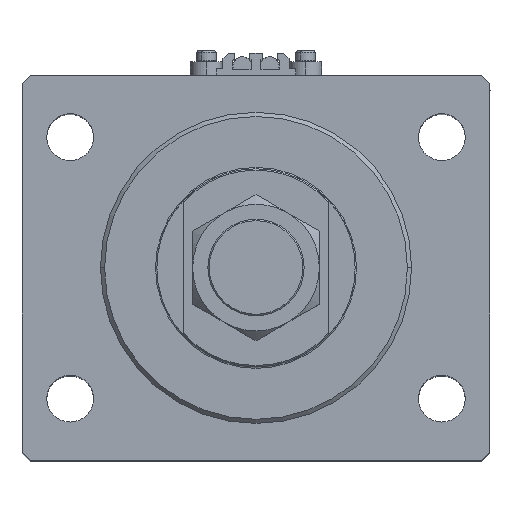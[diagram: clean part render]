
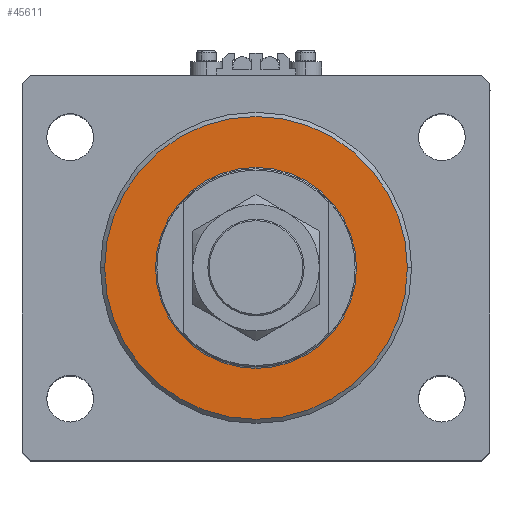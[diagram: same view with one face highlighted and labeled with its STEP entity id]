
A CAD part, top view. The second image highlights one B-rep face of the part: STEP entity #45611.
In plain terms, the highlighted face is planar.
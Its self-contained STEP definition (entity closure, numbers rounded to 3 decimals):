
#1010 = VERTEX_POINT ( 'NONE', #24181 ) ;
#2047 = AXIS2_PLACEMENT_3D ( 'NONE', #19382, #20373, #15586 ) ;
#2742 = EDGE_CURVE ( 'NONE', #41156, #42275, #6900, .T. ) ;
#4069 = CARTESIAN_POINT ( 'NONE',  ( 0., 0., 0. ) ) ;
#5042 = ORIENTED_EDGE ( 'NONE', *, *, #2742, .T. ) ;
#6137 = ORIENTED_EDGE ( 'NONE', *, *, #17004, .T. ) ;
#6808 = DIRECTION ( 'NONE',  ( 0., 0., 1. ) ) ;
#6879 = DIRECTION ( 'NONE',  ( 0., 0., -1. ) ) ;
#6900 = CIRCLE ( 'NONE', #2047, 55. ) ;
#7055 = DIRECTION ( 'NONE',  ( 1., 0., 0. ) ) ;
#7419 = CARTESIAN_POINT ( 'NONE',  ( 36.5, 0., 0. ) ) ;
#8711 = CARTESIAN_POINT ( 'NONE',  ( 0., 0., 0. ) ) ;
#8735 = CIRCLE ( 'NONE', #32886, 36.5 ) ;
#13155 = CIRCLE ( 'NONE', #38955, 55. ) ;
#13848 = VERTEX_POINT ( 'NONE', #7419 ) ;
#14662 = AXIS2_PLACEMENT_3D ( 'NONE', #8711, #23364, #26892 ) ;
#15586 = DIRECTION ( 'NONE',  ( 1., 0., 0. ) ) ;
#17004 = EDGE_CURVE ( 'NONE', #42275, #41156, #13155, .T. ) ;
#19382 = CARTESIAN_POINT ( 'NONE',  ( 0., 0., 0. ) ) ;
#19457 = FACE_OUTER_BOUND ( 'NONE', #27794, .T. ) ;
#20373 = DIRECTION ( 'NONE',  ( 0., 0., -1. ) ) ;
#21757 = CARTESIAN_POINT ( 'NONE',  ( -55., 0., 0. ) ) ;
#23364 = DIRECTION ( 'NONE',  ( 0., 0., 1. ) ) ;
#24181 = CARTESIAN_POINT ( 'NONE',  ( -36.5, 0., 0. ) ) ;
#24400 = AXIS2_PLACEMENT_3D ( 'NONE', #4069, #34836, #42923 ) ;
#26770 = CIRCLE ( 'NONE', #14662, 36.5 ) ;
#26781 = PLANE ( 'NONE',  #24400 ) ;
#26892 = DIRECTION ( 'NONE',  ( 1., 0., 0. ) ) ;
#27794 = EDGE_LOOP ( 'NONE', ( #5042, #6137 ) ) ;
#31047 = FACE_BOUND ( 'NONE', #44236, .T. ) ;
#31396 = EDGE_CURVE ( 'NONE', #13848, #1010, #8735, .T. ) ;
#32618 = CARTESIAN_POINT ( 'NONE',  ( 0., 0., 0. ) ) ;
#32886 = AXIS2_PLACEMENT_3D ( 'NONE', #48955, #6808, #7055 ) ;
#34117 = ORIENTED_EDGE ( 'NONE', *, *, #31396, .T. ) ;
#34836 = DIRECTION ( 'NONE',  ( 0., 0., 1. ) ) ;
#37396 = DIRECTION ( 'NONE',  ( 1., 0., 0. ) ) ;
#38955 = AXIS2_PLACEMENT_3D ( 'NONE', #32618, #6879, #37396 ) ;
#41156 = VERTEX_POINT ( 'NONE', #48750 ) ;
#42275 = VERTEX_POINT ( 'NONE', #21757 ) ;
#42923 = DIRECTION ( 'NONE',  ( 1., 0., 0. ) ) ;
#43908 = ORIENTED_EDGE ( 'NONE', *, *, #44249, .T. ) ;
#44236 = EDGE_LOOP ( 'NONE', ( #34117, #43908 ) ) ;
#44249 = EDGE_CURVE ( 'NONE', #1010, #13848, #26770, .T. ) ;
#45611 = ADVANCED_FACE ( 'NONE', ( #31047, #19457 ), #26781, .F. ) ;
#48750 = CARTESIAN_POINT ( 'NONE',  ( 55., 0., 0. ) ) ;
#48955 = CARTESIAN_POINT ( 'NONE',  ( 0., 0., 0. ) ) ;
